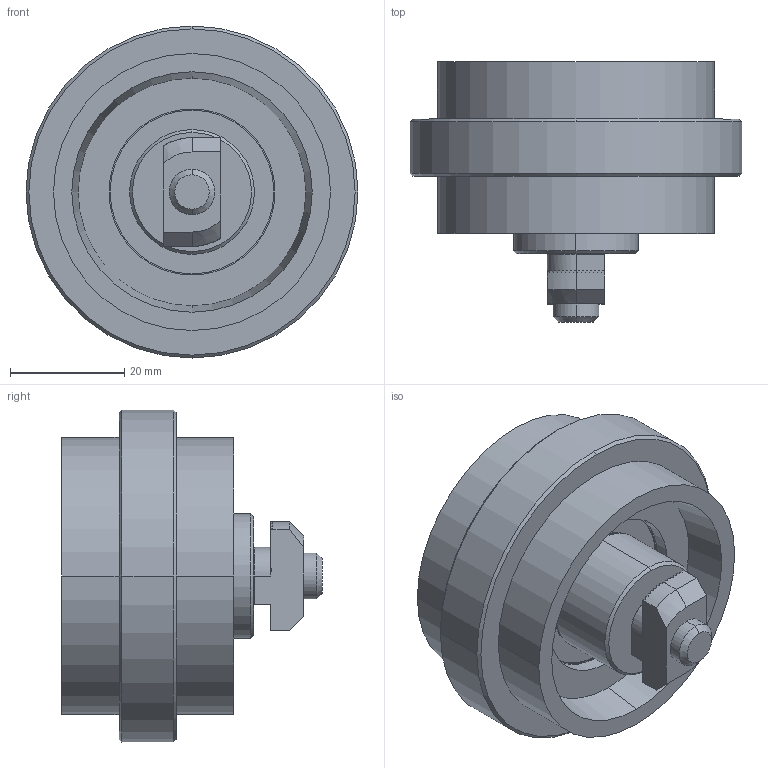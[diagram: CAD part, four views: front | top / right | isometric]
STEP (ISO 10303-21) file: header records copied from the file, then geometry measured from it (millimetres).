
FILE_DESCRIPTION (( 'STEP AP203' ), '1' );
FILE_NAME ('413218940_c_1.STEP', '2022-08-10T06:25:02', ( '' ), ( '' ), 'SwSTEP 2.0', 'SolidWorks 2014', '' );
FILE_SCHEMA (( 'CONFIG_CONTROL_DESIGN' ));
Length unit declared in the file: millimetre
Products named in the file (1): 413218940_c_1
Bounding box: 58 x 45.5 x 58 mm (x, y, z)
Volume: 47517.4 mm3; surface area: 19244.5 mm2
Topology: 1 solids, 5 shells, 266 faces, 763 edges, 481 vertices
Faces by surface type: plane 130, bspline 52, cylinder 52, cone 32
Entity records: 9734 total; most frequent: CARTESIAN_POINT 3199, ORIENTED_EDGE 1470, DIRECTION 1266, EDGE_CURVE 735, VERTEX_POINT 481, AXIS2_PLACEMENT_3D 480, VECTOR 306, LINE 306
